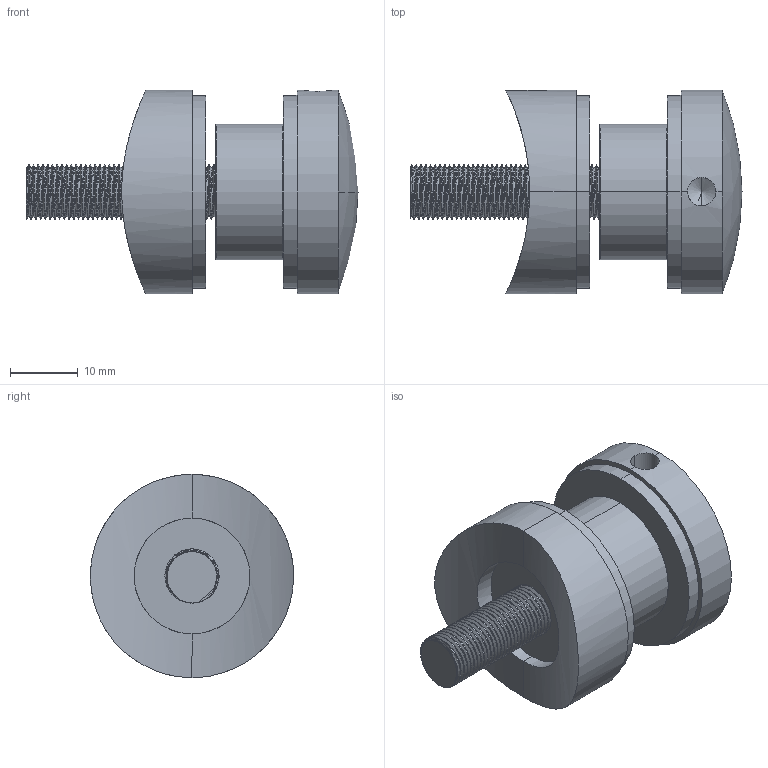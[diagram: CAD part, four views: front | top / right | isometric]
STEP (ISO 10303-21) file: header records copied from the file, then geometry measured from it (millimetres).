
FILE_DESCRIPTION (( 'STEP AP203' ), '1' );
FILE_NAME ('3D_GG4182_33.7_188642110.STEP', '2024-09-26T08:13:09', ( '' ), ( '' ), 'SwSTEP 2.0', 'SolidWorks 2024', '' );
FILE_SCHEMA (( 'CONFIG_CONTROL_DESIGN' ));
Length unit declared in the file: millimetre
Products named in the file (1): 3D_GG4182_33.7_188642110
Bounding box: 49 x 30 x 30 mm (x, y, z)
Volume: 16751.8 mm3; surface area: 11167.2 mm2
Topology: 6 solids, 6 shells, 173 faces, 467 edges, 304 vertices
Faces by surface type: cylinder 144, plane 12, torus 8, cone 4, bspline 3, sphere 2
Entity records: 12112 total; most frequent: CARTESIAN_POINT 8376, ORIENTED_EDGE 926, DIRECTION 626, EDGE_CURVE 463, VERTEX_POINT 304, AXIS2_PLACEMENT_3D 239, EDGE_LOOP 183, FACE_OUTER_BOUND 173
